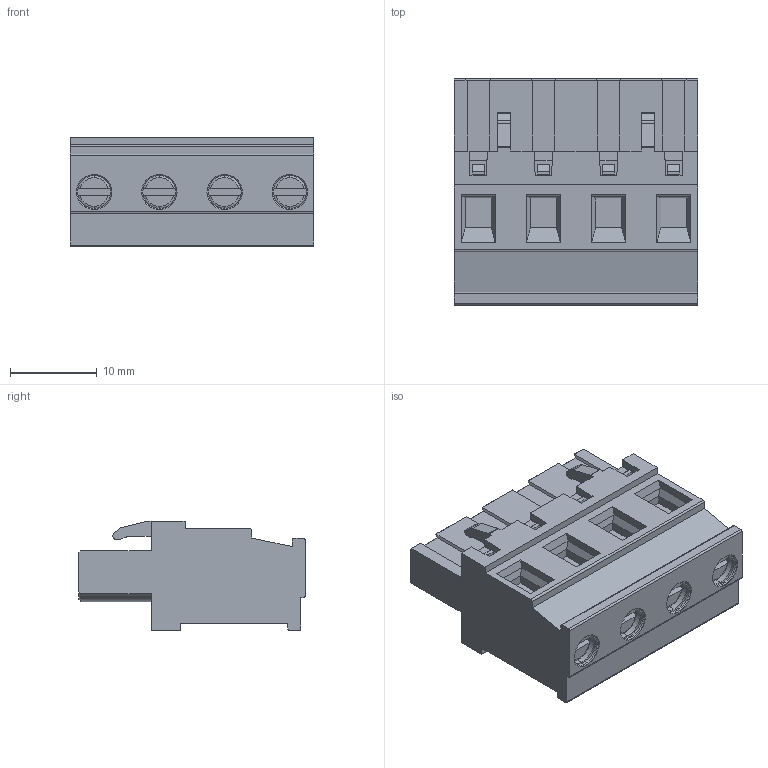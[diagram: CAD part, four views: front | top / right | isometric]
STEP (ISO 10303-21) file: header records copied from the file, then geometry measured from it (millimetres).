
FILE_DESCRIPTION((''),'2;1');
FILE_NAME('WJ2EDGKA-750-4P-00A','2017-03-16T',('QZY'),(''),'CREO PARAMETRIC BY PTC INC, 2014440','CREO PARAMETRIC BY PTC INC, 2014440','');
FILE_SCHEMA(('CONFIG_CONTROL_DESIGN'));
Length unit declared in the file: millimetre
Products named in the file (1): WJ2EDGKA-750-4P-00A
Bounding box: 28 x 26 x 12.6 mm (x, y, z)
Volume: 6169.2 mm3; surface area: 3350.8 mm2
Topology: 1 solids, 1 shells, 410 faces, 988 edges, 608 vertices
Faces by surface type: plane 274, cylinder 76, cone 36, torus 24
Entity records: 11953 total; most frequent: CARTESIAN_POINT 2274, DIRECTION 1996, ORIENTED_EDGE 1976, EDGE_CURVE 988, VECTOR 736, LINE 736, AXIS2_PLACEMENT_3D 630, VERTEX_POINT 608
